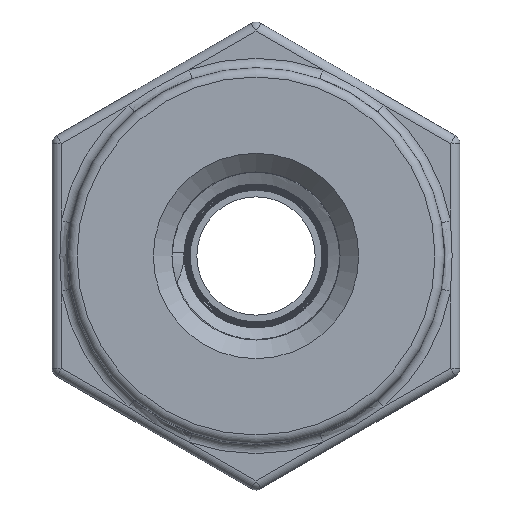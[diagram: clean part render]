
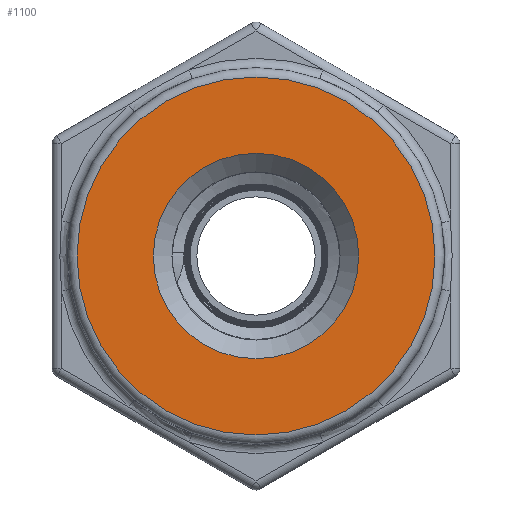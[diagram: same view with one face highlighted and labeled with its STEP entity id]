
A CAD part, left-side view. The second image highlights one B-rep face of the part: STEP entity #1100.
In plain terms, the highlighted planar face has unit normal (-1, 0, 0).
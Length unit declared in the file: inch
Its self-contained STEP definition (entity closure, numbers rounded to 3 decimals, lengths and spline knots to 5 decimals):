
#31=PLANE($,#1223);
#59=FACE_BOUND($,#209,.T.);
#60=FACE_BOUND($,#210,.T.);
#209=EDGE_LOOP($,(#872));
#210=EDGE_LOOP($,(#873));
#399=CIRCLE($,#1222,0.575);
#400=CIRCLE($,#1224,0.33);
#536=VERTEX_POINT($,#4014);
#537=VERTEX_POINT($,#4017);
#657=EDGE_CURVE($,#536,#536,#399,.T.);
#658=EDGE_CURVE($,#537,#537,#400,.T.);
#872=ORIENTED_EDGE($,*,*,#658,.T.);
#873=ORIENTED_EDGE($,*,*,#657,.F.);
#1100=ADVANCED_FACE($,(#59,#60),#31,.T.);
#1222=AXIS2_PLACEMENT_3D($,#4015,#1470,#1471);
#1223=AXIS2_PLACEMENT_3D($,#4016,#1472,#1473);
#1224=AXIS2_PLACEMENT_3D($,#4018,#1474,#1475);
#1470=DIRECTION('center_axis',(1.,0.,0.));
#1471=DIRECTION('ref_axis',(0.,-1.,0.));
#1472=DIRECTION('center_axis',(-1.,0.,0.));
#1473=DIRECTION('ref_axis',(0.,0.,1.));
#1474=DIRECTION('center_axis',(1.,0.,0.));
#1475=DIRECTION('ref_axis',(0.,1.,0.));
#4014=CARTESIAN_POINT('',(0.,0.575,0.));
#4015=CARTESIAN_POINT('Origin',(0.,0.,0.));
#4016=CARTESIAN_POINT('Origin',(0.,0.4675,0.));
#4017=CARTESIAN_POINT('',(0.,0.33,0.));
#4018=CARTESIAN_POINT('Origin',(0.,0.,0.));
